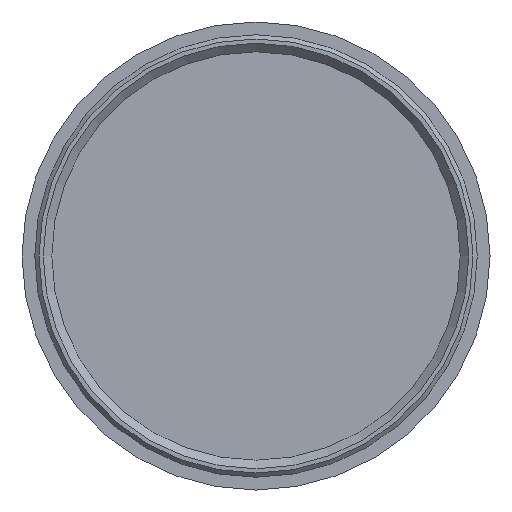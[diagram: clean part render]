
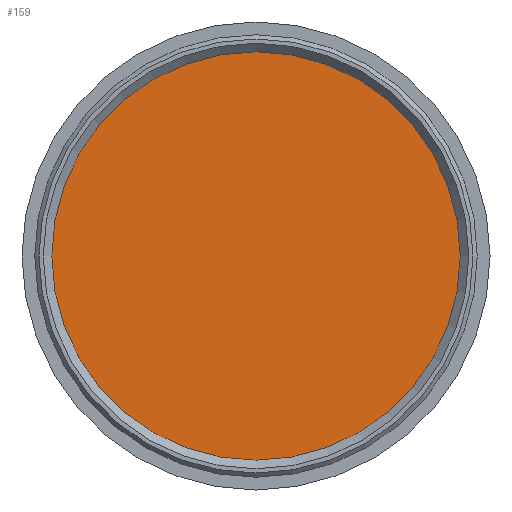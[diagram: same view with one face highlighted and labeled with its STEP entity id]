
A CAD part, front view. The second image highlights one B-rep face of the part: STEP entity #159.
In plain terms, the highlighted planar face has unit normal (0, -1, 0).
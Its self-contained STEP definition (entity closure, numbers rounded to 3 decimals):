
#24=PLANE('',#195);
#31=FACE_OUTER_BOUND('',#45,.T.);
#45=EDGE_LOOP('',(#122));
#74=CIRCLE('',#192,24.);
#86=VERTEX_POINT('',#278);
#99=EDGE_CURVE('',#86,#86,#74,.T.);
#122=ORIENTED_EDGE('',*,*,#99,.F.);
#159=ADVANCED_FACE('',(#31),#24,.F.);
#192=AXIS2_PLACEMENT_3D('',#280,#222,#223);
#195=AXIS2_PLACEMENT_3D('',#284,#228,#229);
#222=DIRECTION('center_axis',(0.,1.,0.));
#223=DIRECTION('ref_axis',(-1.,0.,0.));
#228=DIRECTION('center_axis',(0.,1.,0.));
#229=DIRECTION('ref_axis',(0.,0.,1.));
#278=CARTESIAN_POINT('',(24.,-3.,0.));
#280=CARTESIAN_POINT('Origin',(0.,-3.,0.));
#284=CARTESIAN_POINT('Origin',(0.,-3.,0.));
